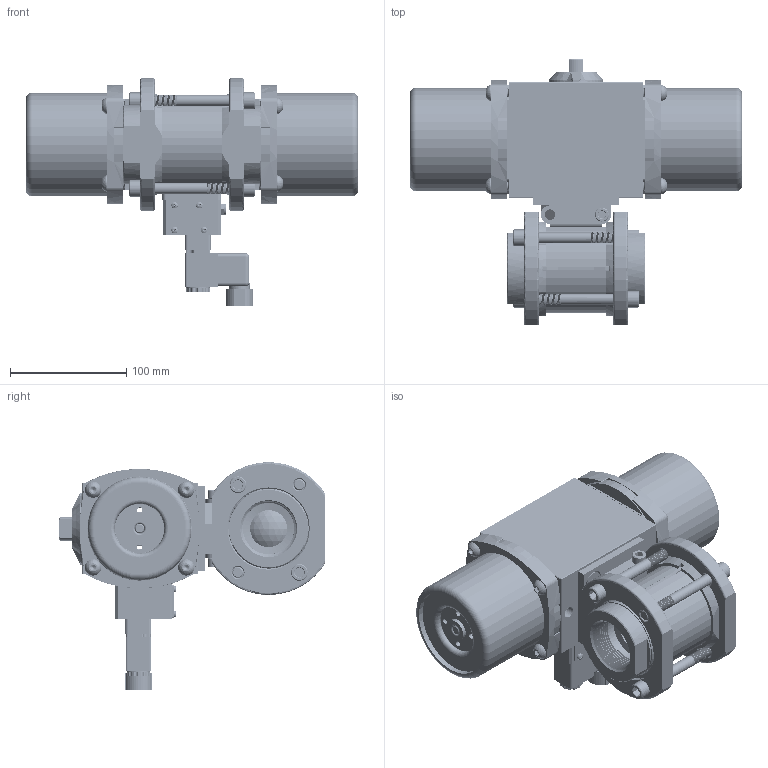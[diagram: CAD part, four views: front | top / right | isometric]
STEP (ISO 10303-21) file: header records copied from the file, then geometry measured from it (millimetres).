
FILE_DESCRIPTION (( 'STEP AP203' ), '1' );
FILE_NAME ('22XXSESA522SR3GPDC.step', '2018-06-12T11:55:30', ( '' ), ( '' ), 'SwSTEP 2.0', 'SolidWorks 2017', '' );
FILE_SCHEMA (( 'CONFIG_CONTROL_DESIGN' ));
Products named in the file (1): 22XXSESA522SR3GPDC
Bounding box: 285.09 x 229.11 x 195.45 mm (x, y, z)
Volume: 1510605.9 mm3; surface area: 578571.3 mm2
Topology: 68 solids, 68 shells, 6059 faces, 15629 edges, 9789 vertices
Faces by surface type: cylinder 2626, cone 2054, plane 1005, torus 253, bspline 91, sphere 30
Entity records: 228372 total; most frequent: CARTESIAN_POINT 79900, DIRECTION 33025, ORIENTED_EDGE 30998, EDGE_CURVE 15499, AXIS2_PLACEMENT_3D 13410, VERTEX_POINT 9787, CIRCLE 7441, EDGE_LOOP 6522
